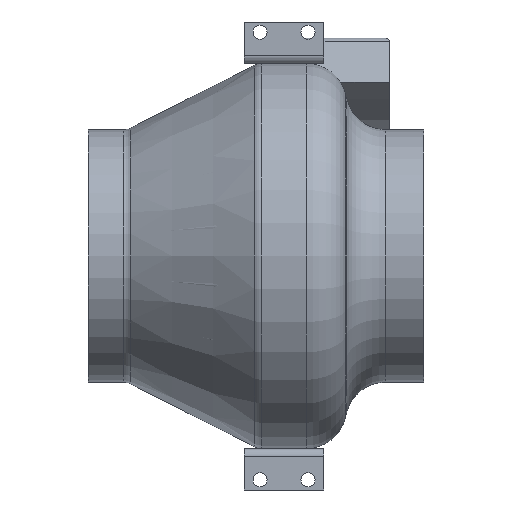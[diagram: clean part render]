
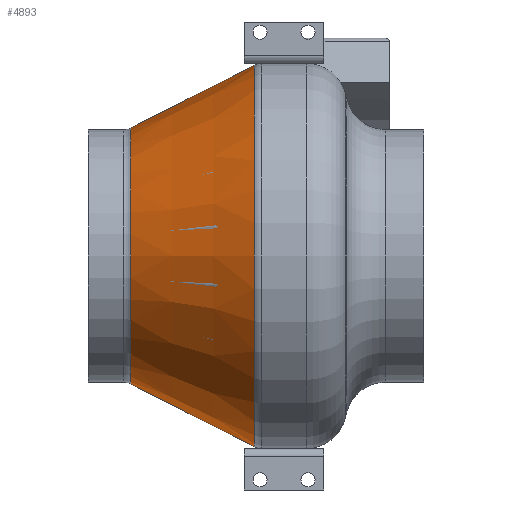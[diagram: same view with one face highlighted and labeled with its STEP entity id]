
A CAD part, front view. The second image highlights one B-rep face of the part: STEP entity #4893.
In plain terms, the highlighted conical face has half-angle 26.921 degrees and reference radius 80.084 mm.
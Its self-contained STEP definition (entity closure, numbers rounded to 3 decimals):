
#146 = EDGE_CURVE ( 'NONE', #218, #5204, #4230, .T. ) ;
#218 = VERTEX_POINT ( 'NONE', #4811 ) ;
#252 = CIRCLE ( 'NONE', #3756, 119.416 ) ;
#309 = EDGE_CURVE ( 'NONE', #218, #986, #4768, .T. ) ;
#328 = LINE ( 'NONE', #666, #5959 ) ;
#343 = CARTESIAN_POINT ( 'NONE',  ( 26.528, 0., 0. ) ) ;
#664 = AXIS2_PLACEMENT_3D ( 'NONE', #343, #2022, #4203 ) ;
#666 = CARTESIAN_POINT ( 'NONE',  ( 26.528, 0., 80.084 ) ) ;
#986 = VERTEX_POINT ( 'NONE', #6705 ) ;
#1019 = EDGE_CURVE ( 'NONE', #5204, #2166, #328, .T. ) ;
#1154 = CARTESIAN_POINT ( 'NONE',  ( 26.528, 0., 0. ) ) ;
#1367 = DIRECTION ( 'NONE',  ( -1., 0., 0. ) ) ;
#1825 = VECTOR ( 'NONE', #6957, 1000. ) ;
#1940 = DIRECTION ( 'NONE',  ( 0., 0., 1. ) ) ;
#2022 = DIRECTION ( 'NONE',  ( -1., 0., 0. ) ) ;
#2116 = CARTESIAN_POINT ( 'NONE',  ( 103.987, 0., 119.416 ) ) ;
#2166 = VERTEX_POINT ( 'NONE', #2116 ) ;
#2271 = DIRECTION ( 'NONE',  ( 0., 0., -1. ) ) ;
#2471 = ORIENTED_EDGE ( 'NONE', *, *, #1019, .F. ) ;
#2478 = FACE_OUTER_BOUND ( 'NONE', #3098, .T. ) ;
#2652 = EDGE_CURVE ( 'NONE', #986, #2166, #252, .T. ) ;
#2722 = ORIENTED_EDGE ( 'NONE', *, *, #2652, .T. ) ;
#2901 = CARTESIAN_POINT ( 'NONE',  ( 26.528, 0., 80.084 ) ) ;
#3058 = CARTESIAN_POINT ( 'NONE',  ( 26.528, 0., -80.084 ) ) ;
#3098 = EDGE_LOOP ( 'NONE', ( #2471, #5904, #4587, #2722 ) ) ;
#3756 = AXIS2_PLACEMENT_3D ( 'NONE', #6350, #1367, #1940 ) ;
#4203 = DIRECTION ( 'NONE',  ( 0., 0., 1. ) ) ;
#4230 = CIRCLE ( 'NONE', #664, 80.084 ) ;
#4578 = AXIS2_PLACEMENT_3D ( 'NONE', #1154, #5067, #2271 ) ;
#4587 = ORIENTED_EDGE ( 'NONE', *, *, #309, .T. ) ;
#4768 = LINE ( 'NONE', #3058, #1825 ) ;
#4811 = CARTESIAN_POINT ( 'NONE',  ( 26.528, 0., -80.084 ) ) ;
#4893 = ADVANCED_FACE ( 'NONE', ( #2478 ), #6721, .T. ) ;
#5067 = DIRECTION ( 'NONE',  ( 1., 0., 0. ) ) ;
#5204 = VERTEX_POINT ( 'NONE', #2901 ) ;
#5904 = ORIENTED_EDGE ( 'NONE', *, *, #146, .F. ) ;
#5959 = VECTOR ( 'NONE', #6756, 1000. ) ;
#6350 = CARTESIAN_POINT ( 'NONE',  ( 103.987, 0., 0. ) ) ;
#6705 = CARTESIAN_POINT ( 'NONE',  ( 103.987, 0., -119.416 ) ) ;
#6721 = CONICAL_SURFACE ( 'NONE', #4578, 80.084, 0.47 ) ;
#6756 = DIRECTION ( 'NONE',  ( 0.892, 0., 0.453 ) ) ;
#6957 = DIRECTION ( 'NONE',  ( 0.892, 0., -0.453 ) ) ;
